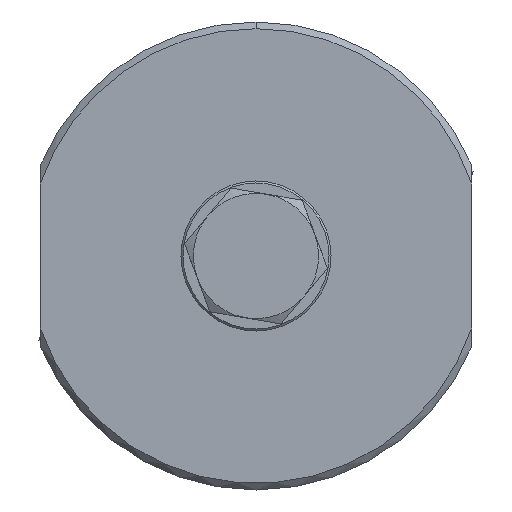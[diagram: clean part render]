
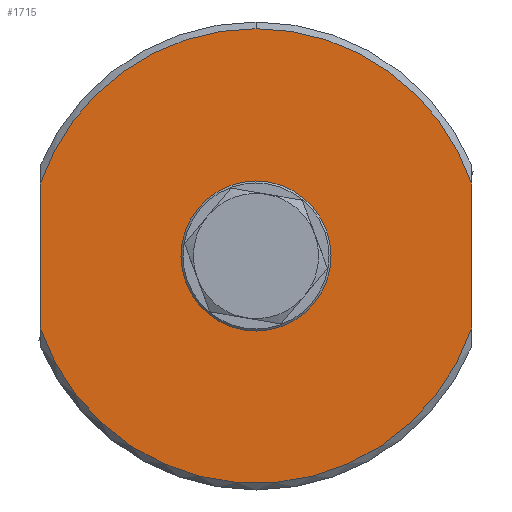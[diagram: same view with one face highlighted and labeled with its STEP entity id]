
A CAD part, front view. The second image highlights one B-rep face of the part: STEP entity #1715.
In plain terms, the highlighted planar face has unit normal (0, -1, 0).
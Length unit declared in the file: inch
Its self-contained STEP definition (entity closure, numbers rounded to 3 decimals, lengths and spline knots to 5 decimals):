
#18 = ORIENTED_EDGE ( 'NONE', *, *, #2741, .F. ) ;
#21 = DIRECTION ( 'NONE',  ( 0., -1., 0. ) ) ;
#36 = VERTEX_POINT ( 'NONE', #4558 ) ;
#283 = CARTESIAN_POINT ( 'NONE',  ( -1.6125, 0., 0.53837 ) ) ;
#644 = EDGE_LOOP ( 'NONE', ( #6124, #3326, #18, #3174, #1727 ) ) ;
#667 = CARTESIAN_POINT ( 'NONE',  ( 0., 0., 0. ) ) ;
#670 = DIRECTION ( 'NONE',  ( 0., -1., 0. ) ) ;
#674 = DIRECTION ( 'NONE',  ( 0., 0., -1. ) ) ;
#1112 = CIRCLE ( 'NONE', #4288, 1.7 ) ;
#1232 = ORIENTED_EDGE ( 'NONE', *, *, #2219, .F. ) ;
#1285 = EDGE_CURVE ( 'NONE', #36, #1645, #4809, .T. ) ;
#1307 = CARTESIAN_POINT ( 'NONE',  ( 0., 0., 1.7 ) ) ;
#1540 = VECTOR ( 'NONE', #3874, 39.37008 ) ;
#1545 = CIRCLE ( 'NONE', #4081, 0.4755 ) ;
#1548 = LINE ( 'NONE', #4573, #1540 ) ;
#1605 = DIRECTION ( 'NONE',  ( 0., 0., -1. ) ) ;
#1645 = VERTEX_POINT ( 'NONE', #5863 ) ;
#1715 = ADVANCED_FACE ( 'NONE', ( #4311, #3008 ), #5515, .T. ) ;
#1727 = ORIENTED_EDGE ( 'NONE', *, *, #2269, .T. ) ;
#1802 = CARTESIAN_POINT ( 'NONE',  ( -0.07983, 0., -0.46875 ) ) ;
#1983 = CARTESIAN_POINT ( 'NONE',  ( 1.6125, 0., 0.53837 ) ) ;
#1998 = VERTEX_POINT ( 'NONE', #1307 ) ;
#2085 = EDGE_LOOP ( 'NONE', ( #1232, #3462 ) ) ;
#2219 = EDGE_CURVE ( 'NONE', #5700, #3136, #3506, .T. ) ;
#2269 = EDGE_CURVE ( 'NONE', #1998, #3835, #1112, .T. ) ;
#2741 = EDGE_CURVE ( 'NONE', #3963, #1645, #5591, .T. ) ;
#2846 = CIRCLE ( 'NONE', #3021, 1.7 ) ;
#2879 = DIRECTION ( 'NONE',  ( 0., 0., -1. ) ) ;
#3008 = FACE_OUTER_BOUND ( 'NONE', #644, .T. ) ;
#3021 = AXIS2_PLACEMENT_3D ( 'NONE', #5079, #4902, #4748 ) ;
#3082 = DIRECTION ( 'NONE',  ( 0., 0., -1. ) ) ;
#3136 = VERTEX_POINT ( 'NONE', #4482 ) ;
#3174 = ORIENTED_EDGE ( 'NONE', *, *, #5836, .T. ) ;
#3263 = CARTESIAN_POINT ( 'NONE',  ( 1.6125, 0., 2.41878 ) ) ;
#3326 = ORIENTED_EDGE ( 'NONE', *, *, #1285, .T. ) ;
#3430 = DIRECTION ( 'NONE',  ( 0., -1., 0. ) ) ;
#3462 = ORIENTED_EDGE ( 'NONE', *, *, #4403, .F. ) ;
#3506 = CIRCLE ( 'NONE', #3985, 0.4755 ) ;
#3779 = DIRECTION ( 'NONE',  ( 0., -1., 0. ) ) ;
#3808 = CARTESIAN_POINT ( 'NONE',  ( 0., 0., 0. ) ) ;
#3812 = DIRECTION ( 'NONE',  ( 0., 0., -1. ) ) ;
#3835 = VERTEX_POINT ( 'NONE', #283 ) ;
#3874 = DIRECTION ( 'NONE',  ( 0., 0., 1. ) ) ;
#3963 = VERTEX_POINT ( 'NONE', #1983 ) ;
#3985 = AXIS2_PLACEMENT_3D ( 'NONE', #6301, #21, #1605 ) ;
#4081 = AXIS2_PLACEMENT_3D ( 'NONE', #4117, #3430, #2879 ) ;
#4117 = CARTESIAN_POINT ( 'NONE',  ( 0., 0., 0. ) ) ;
#4288 = AXIS2_PLACEMENT_3D ( 'NONE', #3808, #3779, #3812 ) ;
#4311 = FACE_BOUND ( 'NONE', #2085, .T. ) ;
#4403 = EDGE_CURVE ( 'NONE', #3136, #5700, #1545, .T. ) ;
#4482 = CARTESIAN_POINT ( 'NONE',  ( 0.07983, 0., 0.46875 ) ) ;
#4558 = CARTESIAN_POINT ( 'NONE',  ( -1.6125, 0., -0.53837 ) ) ;
#4573 = CARTESIAN_POINT ( 'NONE',  ( -1.6125, 0., -2.41878 ) ) ;
#4748 = DIRECTION ( 'NONE',  ( 0., 0., -1. ) ) ;
#4766 = AXIS2_PLACEMENT_3D ( 'NONE', #5520, #5507, #5030 ) ;
#4809 = CIRCLE ( 'NONE', #5005, 1.7 ) ;
#4902 = DIRECTION ( 'NONE',  ( 0., -1., 0. ) ) ;
#5005 = AXIS2_PLACEMENT_3D ( 'NONE', #667, #670, #674 ) ;
#5030 = DIRECTION ( 'NONE',  ( 0., 0., -1. ) ) ;
#5079 = CARTESIAN_POINT ( 'NONE',  ( 0., 0., 0. ) ) ;
#5507 = DIRECTION ( 'NONE',  ( 0., -1., 0. ) ) ;
#5515 = PLANE ( 'NONE',  #4766 ) ;
#5520 = CARTESIAN_POINT ( 'NONE',  ( 0., 0., -1.75 ) ) ;
#5591 = LINE ( 'NONE', #3263, #6200 ) ;
#5700 = VERTEX_POINT ( 'NONE', #1802 ) ;
#5836 = EDGE_CURVE ( 'NONE', #3963, #1998, #2846, .T. ) ;
#5863 = CARTESIAN_POINT ( 'NONE',  ( 1.6125, 0., -0.53837 ) ) ;
#6073 = EDGE_CURVE ( 'NONE', #36, #3835, #1548, .T. ) ;
#6124 = ORIENTED_EDGE ( 'NONE', *, *, #6073, .F. ) ;
#6200 = VECTOR ( 'NONE', #3082, 39.37008 ) ;
#6301 = CARTESIAN_POINT ( 'NONE',  ( 0., 0., 0. ) ) ;
